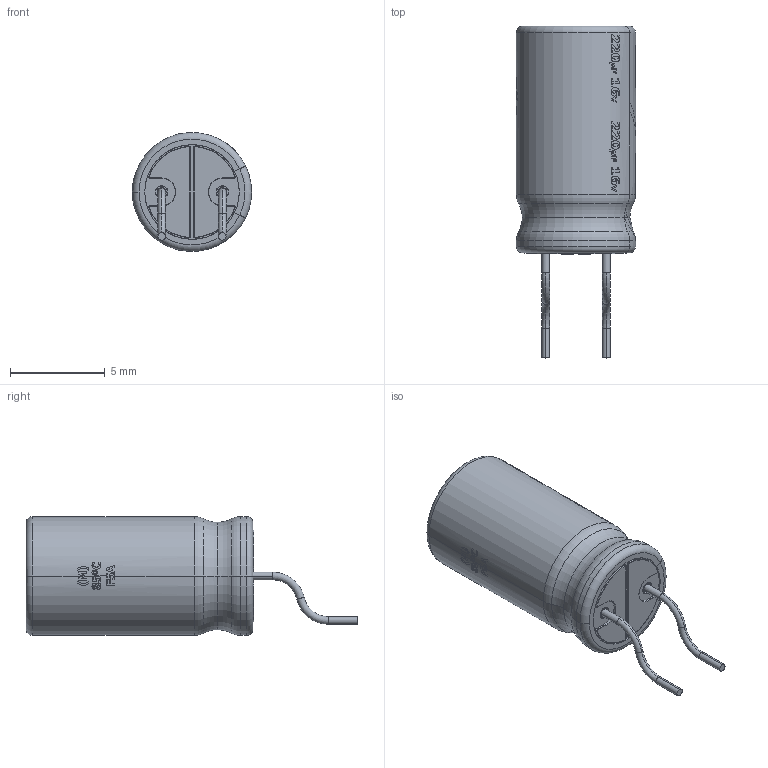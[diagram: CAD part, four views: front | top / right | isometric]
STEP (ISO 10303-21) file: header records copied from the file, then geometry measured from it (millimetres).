
FILE_DESCRIPTION (( 'STEP AP214' ), '1' );
FILE_NAME ('220uF 16V electr 6.3 x12mm -P.diameter 3.2mm-Green-Yellow.STEP', '2024-05-02T16:29:44', ( '' ), ( '' ), 'SwSTEP 2.0', 'SolidWorks 2021', '' );
FILE_SCHEMA (( 'AUTOMOTIVE_DESIGN' ));
Length unit declared in the file: millimetre
Products named in the file (1): 220uF 16V electr 6.3 x12mm -P.diameter 3.2mm-Green-Yellow
Bounding box: 6.3 x 17.55 x 6.29 mm (x, y, z)
Volume: 366.4 mm3; surface area: 317.1 mm2
Topology: 1 solids, 1 shells, 221 faces, 839 edges, 661 vertices
Faces by surface type: cylinder 123, torus 62, plane 32, cone 4
Entity records: 11730 total; most frequent: CARTESIAN_POINT 3298, ORIENTED_EDGE 1678, DIRECTION 1072, EDGE_CURVE 839, VERTEX_POINT 661, AXIS2_PLACEMENT_3D 471, B_SPLINE_CURVE_WITH_KNOTS 460, EDGE_LOOP 262
